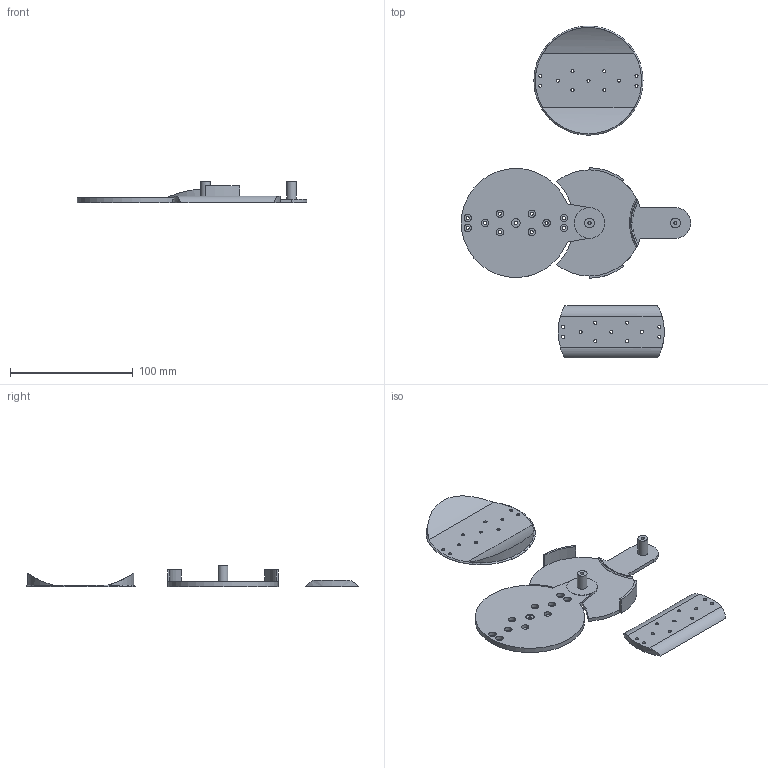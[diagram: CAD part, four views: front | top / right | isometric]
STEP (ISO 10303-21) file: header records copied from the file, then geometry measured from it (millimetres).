
FILE_DESCRIPTION(/* description */ ('','CAx-IF Rec.Pracs.---Representation and Presentation of Product Manufacturing Information (PMI)---4.0---2014-10-13'),/* implementation_level */ '2;1');
FILE_NAME(/* name */ 'Overall Case 1.step',/* time_stamp */ '2024-12-09T07:44:02+09:00',/* author */ (''),/* organization */ (''),/* preprocessor_version */ 'ST-DEVELOPER v20',/* originating_system */ 'Autodesk Translation Framework v13.20.0.188',/* authorisation */ '');
FILE_SCHEMA (('AP242_MANAGED_MODEL_BASED_3D_ENGINEERING_MIM_LF { 1 0 10303 442 1 1 4 }'));
Length unit declared in the file: millimetre
Products named in the file (1): 7_fin_case1_new_PRINT
Bounding box: 187 x 270.47 x 17.6 mm (x, y, z)
Volume: 77502.5 mm3; surface area: 50935.9 mm2
Topology: 3 solids, 3 shells, 129 faces, 309 edges, 203 vertices
Faces by surface type: cylinder 71, plane 54, torus 3, cone 1
Full cylindrical faces by diameter (mm): 2.529 x35, 6 x10, 7 x1, 8 x2, 25 x1
Entity records: 4061 total; most frequent: CARTESIAN_POINT 763, DIRECTION 703, ORIENTED_EDGE 616, EDGE_CURVE 308, AXIS2_PLACEMENT_3D 277, EDGE_LOOP 213, VERTEX_POINT 203, LINE 149
